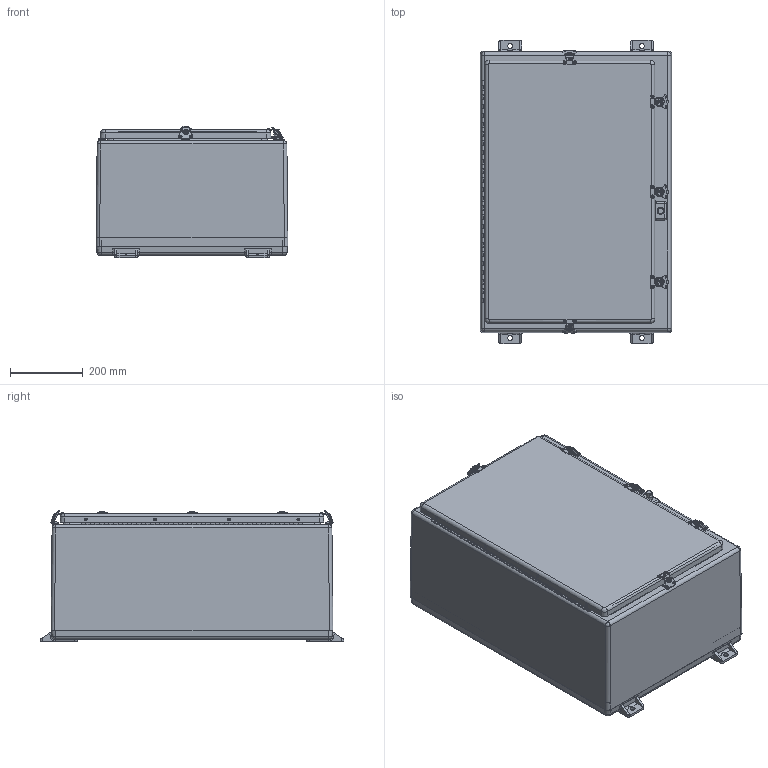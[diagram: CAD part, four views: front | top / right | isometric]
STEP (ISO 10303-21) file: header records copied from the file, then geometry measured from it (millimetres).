
FILE_DESCRIPTION (( 'STEP AP214' ), '1' );
FILE_NAME ('T302012HWT.STEP', '2018-11-08T13:49:23', ( '' ), ( '' ), 'SwSTEP 2.0', 'SolidWorks 2018', '' );
FILE_SCHEMA (( 'AUTOMOTIVE_DESIGN' ));
Length unit declared in the file: inch
Products named in the file (1): T302012HWT
Bounding box: 527.05 x 834.23 x 361.71 mm (x, y, z)
Volume: 9190762.1 mm3; surface area: 3884509 mm2
Topology: 63 solids, 63 shells, 1720 faces, 4198 edges, 2577 vertices
Faces by surface type: cylinder 698, plane 656, bspline 282, torus 44, cone 40
Full cylindrical faces by diameter (mm): 1.587 x6, 1.588 x14, 1.651 x8, 3.175 x49, 3.302 x54, 3.429 x10, 3.5 x10, 3.556 x20, 3.969 x10, 4.762 x10, 5.08 x10, 5.105 x1, 5.11 x1, 6.35 x1, 7.544 x8, 8.64 x2, 10.312 x1, 12.954 x2, 12.959 x2, 14.3 x4
Entity records: 84040 total; most frequent: CARTESIAN_POINT 22756, DIRECTION 7662, ORIENTED_EDGE 7596, EDGE_CURVE 3798, AXIS2_PLACEMENT_3D 2901, VERTEX_POINT 2533, EDGE_LOOP 2393, FACE_OUTER_BOUND 2006
